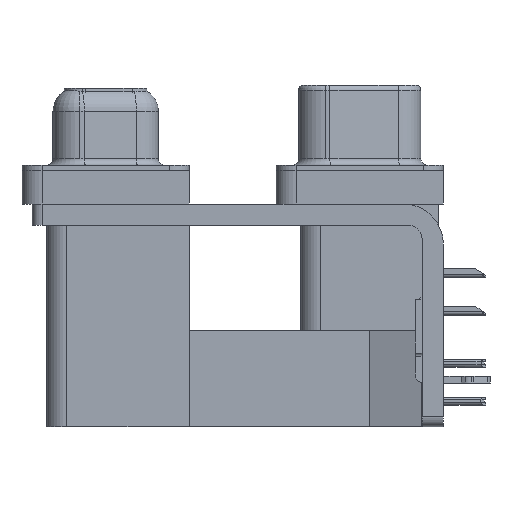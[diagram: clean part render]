
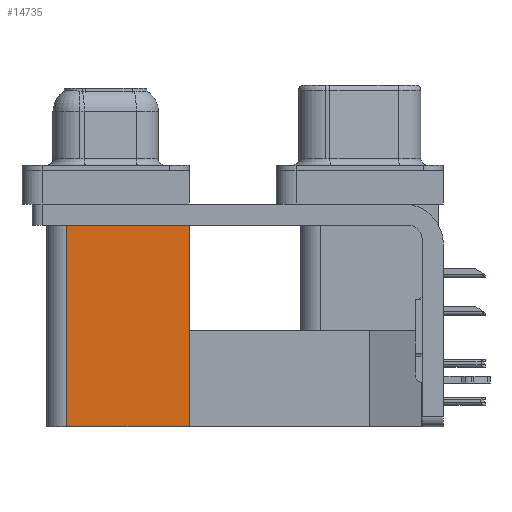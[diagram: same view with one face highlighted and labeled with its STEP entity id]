
A CAD part, left-side view. The second image highlights one B-rep face of the part: STEP entity #14735.
In plain terms, the highlighted planar face has unit normal (-1, 0, 0).
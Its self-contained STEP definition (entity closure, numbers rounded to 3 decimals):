
#30 = EDGE_CURVE ( 'NONE', #21996, #23210, #31198, .T. ) ;
#209 = VERTEX_POINT ( 'NONE', #5491 ) ;
#1197 = VECTOR ( 'NONE', #5156, 1000. ) ;
#2777 = LINE ( 'NONE', #14105, #33455 ) ;
#3163 = CARTESIAN_POINT ( 'NONE',  ( 3.79, 21.975, -19.2 ) ) ;
#4303 = ORIENTED_EDGE ( 'NONE', *, *, #10080, .T. ) ;
#5156 = DIRECTION ( 'NONE',  ( 0., 1., 0. ) ) ;
#5491 = CARTESIAN_POINT ( 'NONE',  ( 3.79, 12.775, -2.5 ) ) ;
#7790 = EDGE_CURVE ( 'NONE', #209, #23210, #30231, .T. ) ;
#10080 = EDGE_CURVE ( 'NONE', #10427, #209, #36067, .T. ) ;
#10427 = VERTEX_POINT ( 'NONE', #25361 ) ;
#10635 = CARTESIAN_POINT ( 'NONE',  ( 3.79, 12.775, -19.2 ) ) ;
#10667 = VECTOR ( 'NONE', #20050, 1000. ) ;
#10873 = CARTESIAN_POINT ( 'NONE',  ( 3.79, 12.775, -19.2 ) ) ;
#11048 = DIRECTION ( 'NONE',  ( 0., 1., 0. ) ) ;
#12069 = CARTESIAN_POINT ( 'NONE',  ( 3.79, 21.975, -19.2 ) ) ;
#14062 = ORIENTED_EDGE ( 'NONE', *, *, #7790, .T. ) ;
#14105 = CARTESIAN_POINT ( 'NONE',  ( 3.79, 12.775, -19.2 ) ) ;
#14735 = ADVANCED_FACE ( 'NONE', ( #36487 ), #27760, .F. ) ;
#20050 = DIRECTION ( 'NONE',  ( 0., 0., 1. ) ) ;
#20229 = DIRECTION ( 'NONE',  ( 0., 1., 0. ) ) ;
#20992 = CARTESIAN_POINT ( 'NONE',  ( 3.79, 21.975, -2.5 ) ) ;
#21424 = EDGE_LOOP ( 'NONE', ( #14062, #22527, #24195, #4303 ) ) ;
#21996 = VERTEX_POINT ( 'NONE', #12069 ) ;
#22527 = ORIENTED_EDGE ( 'NONE', *, *, #30, .F. ) ;
#23210 = VERTEX_POINT ( 'NONE', #20992 ) ;
#24195 = ORIENTED_EDGE ( 'NONE', *, *, #24618, .F. ) ;
#24618 = EDGE_CURVE ( 'NONE', #10427, #21996, #2777, .T. ) ;
#25361 = CARTESIAN_POINT ( 'NONE',  ( 3.79, 12.775, -19.2 ) ) ;
#26523 = AXIS2_PLACEMENT_3D ( 'NONE', #10873, #27942, #11048 ) ;
#27760 = PLANE ( 'NONE',  #26523 ) ;
#27942 = DIRECTION ( 'NONE',  ( 1., 0., 0. ) ) ;
#29076 = VECTOR ( 'NONE', #33276, 1000. ) ;
#30231 = LINE ( 'NONE', #32831, #1197 ) ;
#31198 = LINE ( 'NONE', #3163, #10667 ) ;
#32831 = CARTESIAN_POINT ( 'NONE',  ( 3.79, 12.775, -2.5 ) ) ;
#33276 = DIRECTION ( 'NONE',  ( 0., 0., 1. ) ) ;
#33455 = VECTOR ( 'NONE', #20229, 1000. ) ;
#36067 = LINE ( 'NONE', #10635, #29076 ) ;
#36487 = FACE_OUTER_BOUND ( 'NONE', #21424, .T. ) ;
